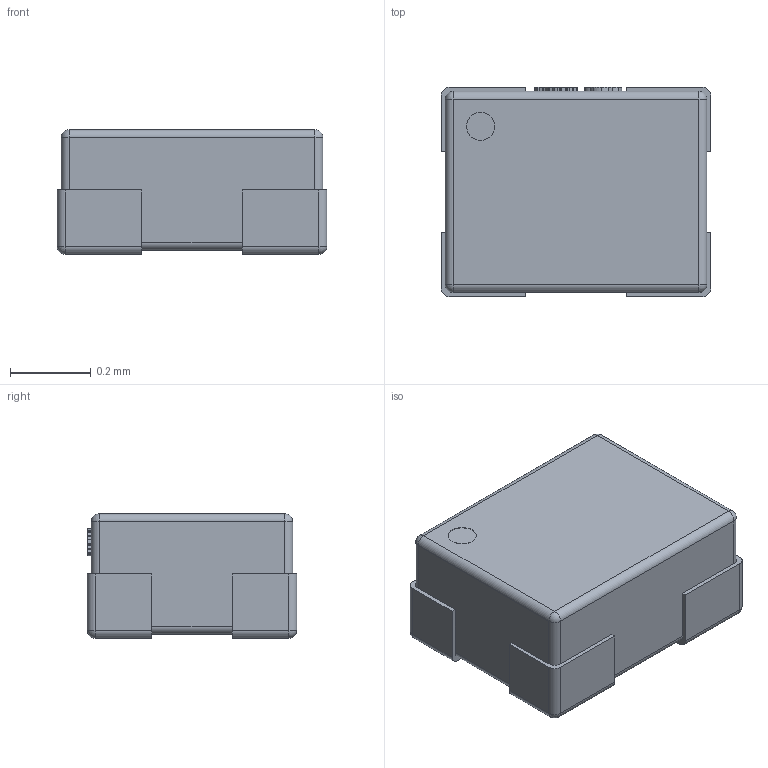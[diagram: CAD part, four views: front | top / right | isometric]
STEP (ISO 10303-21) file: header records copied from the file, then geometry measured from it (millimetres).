
FILE_DESCRIPTION (( 'STEP AP214' ), '1' );
FILE_NAME ('FILTER-SMD_4P-L0.7-W0.5-P0.45-TL.step', '2022-06-24T02:54:44', ( '' ), ( '' ), 'SwSTEP 2.0', 'SolidWorks 2020', '' );
FILE_SCHEMA (( 'AUTOMOTIVE_DESIGN' ));
Length unit declared in the file: millimetre
Products named in the file (1): FILTER-SMD_4P-L0.7-W0.5-P0.45-TL
Bounding box: 0.67 x 0.52 x 0.31 mm (x, y, z)
Volume: 0.1 mm3; surface area: 1.4 mm2
Topology: 1 solids, 1 shells, 348 faces, 941 edges, 614 vertices
Faces by surface type: plane 202, bspline 112, cylinder 26, sphere 8
Entity records: 15831 total; most frequent: CARTESIAN_POINT 4000, ORIENTED_EDGE 1866, DIRECTION 1231, EDGE_CURVE 933, LINE 653, VECTOR 653, VERTEX_POINT 614, EDGE_LOOP 375
